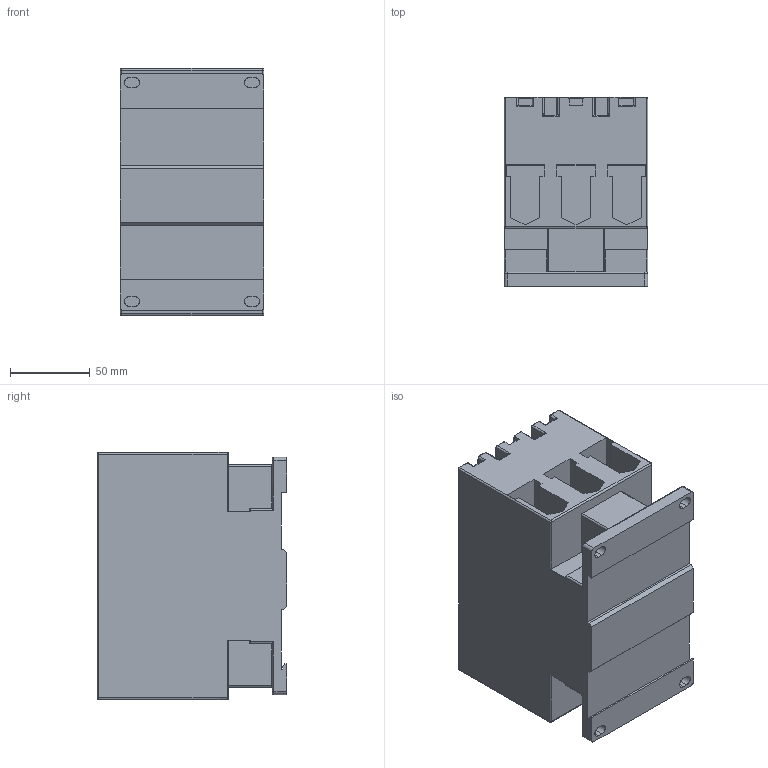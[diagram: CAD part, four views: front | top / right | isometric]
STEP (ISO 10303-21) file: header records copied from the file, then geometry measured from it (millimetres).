
FILE_DESCRIPTION (( 'STEP AP203' ), '1' );
FILE_NAME ('K3-90A00.STEP', '2013-03-11T12:39:23', ( 'edv' ), ( '' ), 'SwSTEP 2.0', 'SolidWorks 2013', '' );
FILE_SCHEMA (( 'CONFIG_CONTROL_DESIGN' ));
Length unit declared in the file: millimetre
Products named in the file (1): K3-90A00
Bounding box: 90 x 118.41 x 154.6 mm (x, y, z)
Volume: 1348267.6 mm3; surface area: 126291.8 mm2
Topology: 1 solids, 1 shells, 761 faces, 1871 edges, 1086 vertices
Faces by surface type: cylinder 322, plane 301, torus 82, sphere 44, bspline 12
Entity records: 22188 total; most frequent: CARTESIAN_POINT 4349, DIRECTION 3859, ORIENTED_EDGE 3630, EDGE_CURVE 1815, AXIS2_PLACEMENT_3D 1380, LINE 1099, VECTOR 1099, VERTEX_POINT 1086
